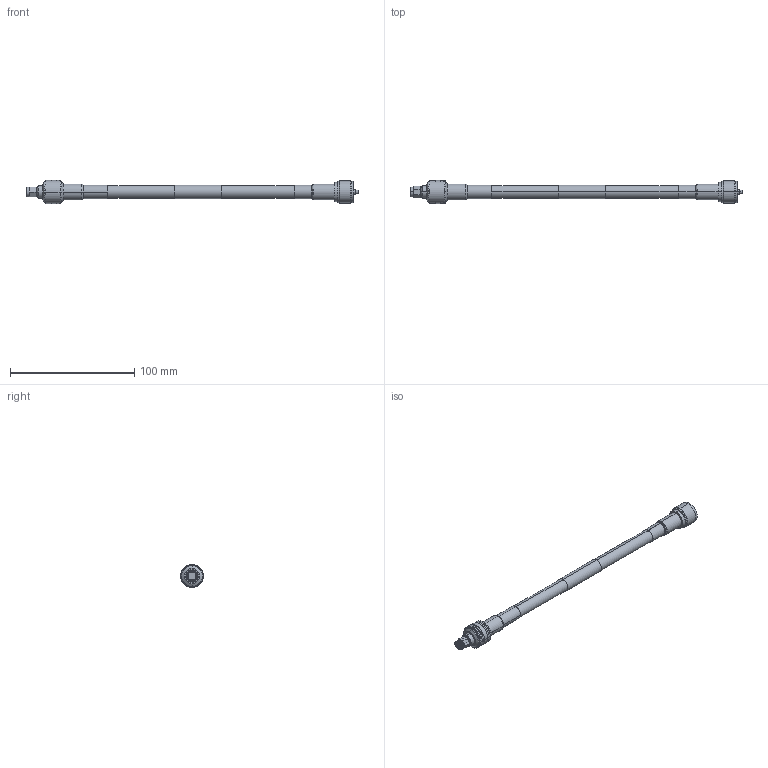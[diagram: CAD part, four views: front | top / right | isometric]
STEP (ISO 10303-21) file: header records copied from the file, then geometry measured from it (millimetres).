
FILE_DESCRIPTION (( 'STEP AP214' ), '1' );
FILE_NAME ('FMCA100256-0000_3D.step', '2025-02-11T17:19:24', ( '' ), ( '' ), 'SwSTEP 2.0', 'SolidWorks 2022', '' );
FILE_SCHEMA (( 'AUTOMOTIVE_DESIGN' ));
Length unit declared in the file: inch
Products named in the file (4): PE44668^FMCA100256-0000; PE44054^FMCA100256-0000; LMR-400-UF^FMCA100256-0000_WITH LABEL; FMCA100256-0000_3D
Assembly tree (3 placements, depth 2):
  FMCA100256-0000_3D
    LMR-400-UF^FMCA100256-0000_WITH LABEL
    PE44668^FMCA100256-0000
    PE44054^FMCA100256-0000
Bounding box: 267.11 x 18.66 x 18.66 mm (x, y, z)
Volume: 26384.7 mm3; surface area: 21009.7 mm2
Topology: 5 solids, 5 shells, 568 faces, 1460 edges, 922 vertices
Faces by surface type: plane 237, cylinder 201, cone 101, torus 26, bspline 3
Entity records: 20624 total; most frequent: CARTESIAN_POINT 6270, ORIENTED_EDGE 2920, DIRECTION 2625, EDGE_CURVE 1460, AXIS2_PLACEMENT_3D 1064, VERTEX_POINT 922, EDGE_LOOP 594, FACE_OUTER_BOUND 568
